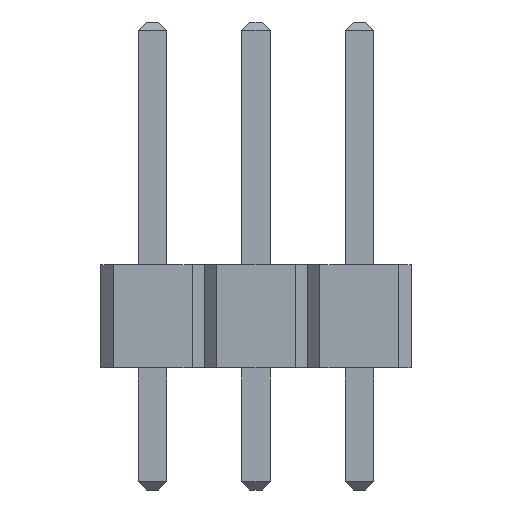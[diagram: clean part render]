
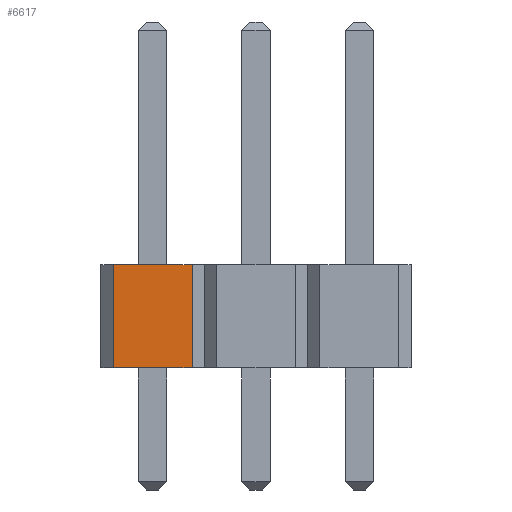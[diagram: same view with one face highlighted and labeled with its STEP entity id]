
A CAD part, front view. The second image highlights one B-rep face of the part: STEP entity #6617.
In plain terms, the highlighted planar face has unit normal (0, -1, 0).
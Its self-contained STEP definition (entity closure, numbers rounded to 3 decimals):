
#6067 = VERTEX_POINT('',#6068);
#6068 = CARTESIAN_POINT('',(-0.97,-29.21,0.));
#6074 = EDGE_CURVE('',#6075,#6067,#6077,.T.);
#6075 = VERTEX_POINT('',#6076);
#6076 = CARTESIAN_POINT('',(0.97,-29.21,0.));
#6077 = LINE('',#6078,#6079);
#6078 = CARTESIAN_POINT('',(1.27,-29.21,0.));
#6079 = VECTOR('',#6080,1.);
#6080 = DIRECTION('',(-1.,0.,0.));
#6289 = VERTEX_POINT('',#6290);
#6290 = CARTESIAN_POINT('',(-0.97,-29.21,2.54));
#6296 = EDGE_CURVE('',#6297,#6289,#6299,.T.);
#6297 = VERTEX_POINT('',#6298);
#6298 = CARTESIAN_POINT('',(0.97,-29.21,2.54));
#6299 = LINE('',#6300,#6301);
#6300 = CARTESIAN_POINT('',(1.27,-29.21,2.54));
#6301 = VECTOR('',#6302,1.);
#6302 = DIRECTION('',(-1.,0.,0.));
#6607 = EDGE_CURVE('',#6075,#6297,#6608,.T.);
#6608 = LINE('',#6609,#6610);
#6609 = CARTESIAN_POINT('',(0.97,-29.21,0.));
#6610 = VECTOR('',#6611,1.);
#6611 = DIRECTION('',(0.,0.,1.));
#6617 = ADVANCED_FACE('',(#6618),#6629,.T.);
#6618 = FACE_BOUND('',#6619,.T.);
#6619 = EDGE_LOOP('',(#6620,#6621,#6622,#6623));
#6620 = ORIENTED_EDGE('',*,*,#6074,.F.);
#6621 = ORIENTED_EDGE('',*,*,#6607,.T.);
#6622 = ORIENTED_EDGE('',*,*,#6296,.T.);
#6623 = ORIENTED_EDGE('',*,*,#6624,.F.);
#6624 = EDGE_CURVE('',#6067,#6289,#6625,.T.);
#6625 = LINE('',#6626,#6627);
#6626 = CARTESIAN_POINT('',(-0.97,-29.21,0.));
#6627 = VECTOR('',#6628,1.);
#6628 = DIRECTION('',(0.,0.,1.));
#6629 = PLANE('',#6630);
#6630 = AXIS2_PLACEMENT_3D('',#6631,#6632,#6633);
#6631 = CARTESIAN_POINT('',(1.27,-29.21,0.));
#6632 = DIRECTION('',(0.,-1.,0.));
#6633 = DIRECTION('',(-1.,0.,0.));
